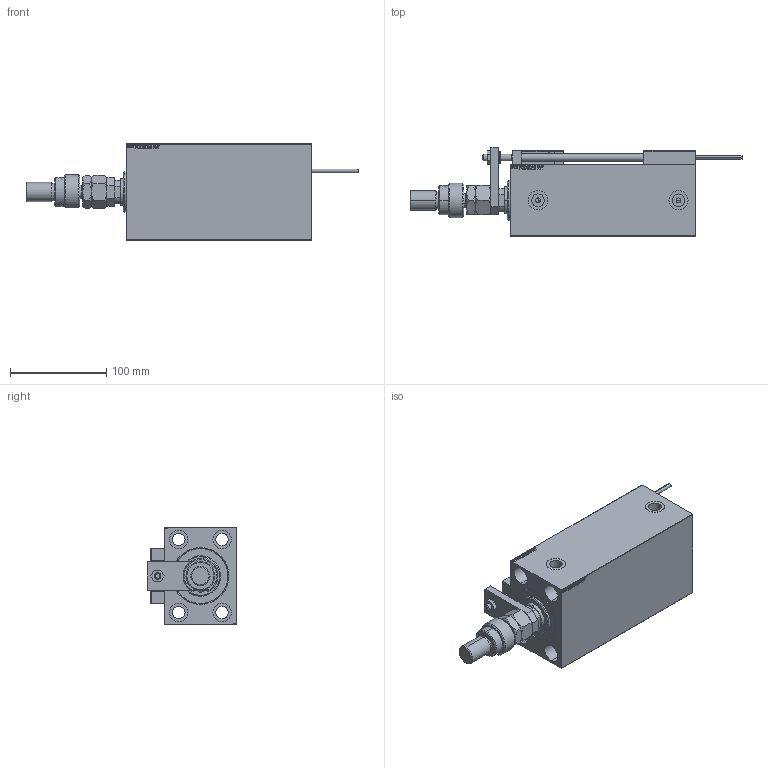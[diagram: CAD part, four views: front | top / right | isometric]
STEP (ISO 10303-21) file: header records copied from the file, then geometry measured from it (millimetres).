
FILE_DESCRIPTION (( 'STEP AP203' ), '1' );
FILE_NAME ('6bdb.STEP', '2022-04-17T07:26:43', ( '' ), ( '' ), 'SwSTEP 2.0', 'SolidWorks 2019', '' );
FILE_SCHEMA (( 'CONFIG_CONTROL_DESIGN' ));
Length unit declared in the file: millimetre
Products named in the file (18): SWITCH_X_FRONT_BACK 6d7b45fc917e394ef409199485f2e146; SWITCH DIM B,W 6d7b45fc917e394ef409199485f2e146; Block 6d7b45fc917e394ef409199485f2e146; ZARAZKA 6d7b45fc917e394ef409199485f2e146; ALLEN BOLT D8 6d7b45fc917e394ef409199485f2e146; X_Y_DFA 6d7b45fc917e394ef409199485f2e146; FEMALE_PART_FOR_DFA 6d7b45fc917e394ef409199485f2e146; NUT_D12 6d7b45fc917e394ef409199485f2e146; MFA 6d7b45fc917e394ef409199485f2e146; MAGNET 6d7b45fc917e394ef409199485f2e146; V450CM_C_Body 6d7b45fc917e394ef409199485f2e146; SWITCH X 6d7b45fc917e394ef409199485f2e146; 6bdb; V450CM_C_VCP 6d7b45fc917e394ef409199485f2e146; TYC_L79 6d7b45fc917e394ef409199485f2e146; ALLEN BOLT D5 6d7b45fc917e394ef409199485f2e146; V450CM_VC_B 6d7b45fc917e394ef409199485f2e146; KONCOVKA 6d7b45fc917e394ef409199485f2e146
Assembly tree (27 placements, depth 3):
  6bdb
    V450CM_C_Body 6d7b45fc917e394ef409199485f2e146
    SWITCH X 6d7b45fc917e394ef409199485f2e146
      SWITCH_X_FRONT_BACK 6d7b45fc917e394ef409199485f2e146  x2
      TYC_L79 6d7b45fc917e394ef409199485f2e146
      Block 6d7b45fc917e394ef409199485f2e146  x2
      ALLEN BOLT D5 6d7b45fc917e394ef409199485f2e146  x4
      ALLEN BOLT D8 6d7b45fc917e394ef409199485f2e146  x4
      MAGNET 6d7b45fc917e394ef409199485f2e146  x2
      KONCOVKA 6d7b45fc917e394ef409199485f2e146  x2
    NUT_D12 6d7b45fc917e394ef409199485f2e146
    SWITCH DIM B,W 6d7b45fc917e394ef409199485f2e146
    ZARAZKA 6d7b45fc917e394ef409199485f2e146
    V450CM_C_VCP 6d7b45fc917e394ef409199485f2e146
    V450CM_VC_B 6d7b45fc917e394ef409199485f2e146
    X_Y_DFA 6d7b45fc917e394ef409199485f2e146
      FEMALE_PART_FOR_DFA 6d7b45fc917e394ef409199485f2e146
      MFA 6d7b45fc917e394ef409199485f2e146
Bounding box: 345 x 92.5 x 100 mm (x, y, z)
Volume: 1270042.6 mm3; surface area: 224368.8 mm2
Topology: 25 solids, 25 shells, 1387 faces, 3302 edges, 2099 vertices
Faces by surface type: plane 594, bspline 380, cylinder 215, cone 146, torus 48, sphere 4
Entity records: 53864 total; most frequent: CARTESIAN_POINT 27003, ORIENTED_EDGE 5624, DIRECTION 3942, EDGE_CURVE 2812, VERTEX_POINT 1823, VECTOR 1562, LINE 1562, EDGE_LOOP 1307
